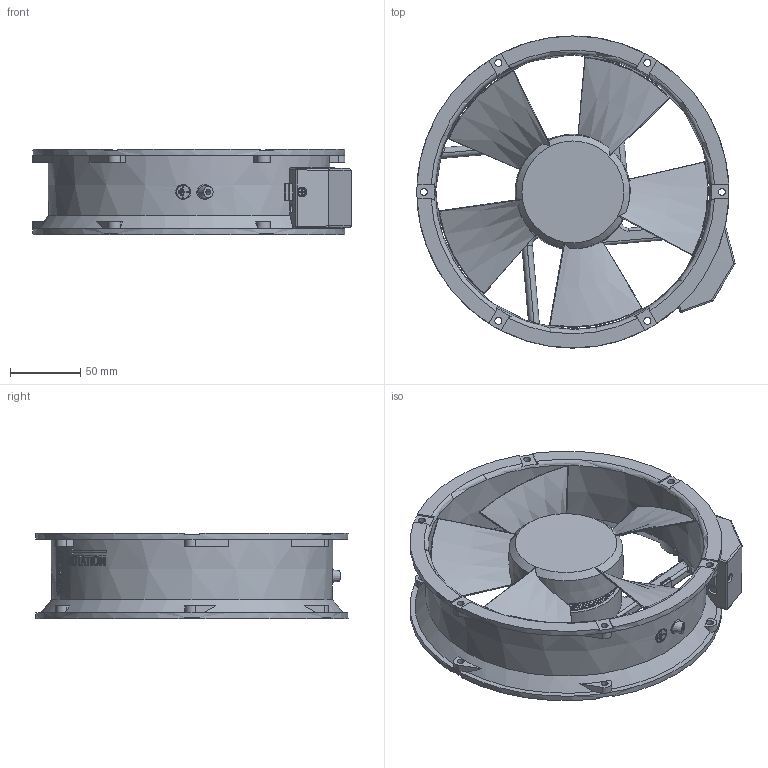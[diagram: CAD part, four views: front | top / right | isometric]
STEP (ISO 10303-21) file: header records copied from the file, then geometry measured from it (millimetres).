
FILE_DESCRIPTION(('STEP AP203'), '1');
FILE_NAME('G2260-A22C-5PBHL', '', ('UNSPECIFIED'), ('UNSPECIFIED'), 'C3D Converter', 'C3D Toolkit', '');
FILE_SCHEMA(('CONFIG_CONTROL_DESIGN'));
Length unit declared in the file: millimetre
Bounding box: 226.43 x 222 x 60.5 mm (x, y, z)
Volume: 90128.9 mm3; surface area: 228836 mm2
Topology: 3 solids, 5 shells, 816 faces, 2181 edges, 1399 vertices
Faces by surface type: plane 345, cylinder 181, bspline 129, extrusion 92, cone 51, torus 18
Full cylindrical faces by diameter (mm): 3 x1, 4 x2, 5 x12, 6 x1, 7 x1, 9.4 x1, 10.6 x1, 70.5 x1, 73.5 x1, 74 x1, 79 x1, 222 x2
Entity records: 70537 total; most frequent: CARTESIAN_POINT 45460, ORIENTED_EDGE 4259, DIRECTION 3076, EDGE_CURVE 2130, VERTEX_POINT 1388, AXIS2_PLACEMENT_3D 1138, B_SPLINE_CURVE_WITH_KNOTS 961, EDGE_LOOP 919
